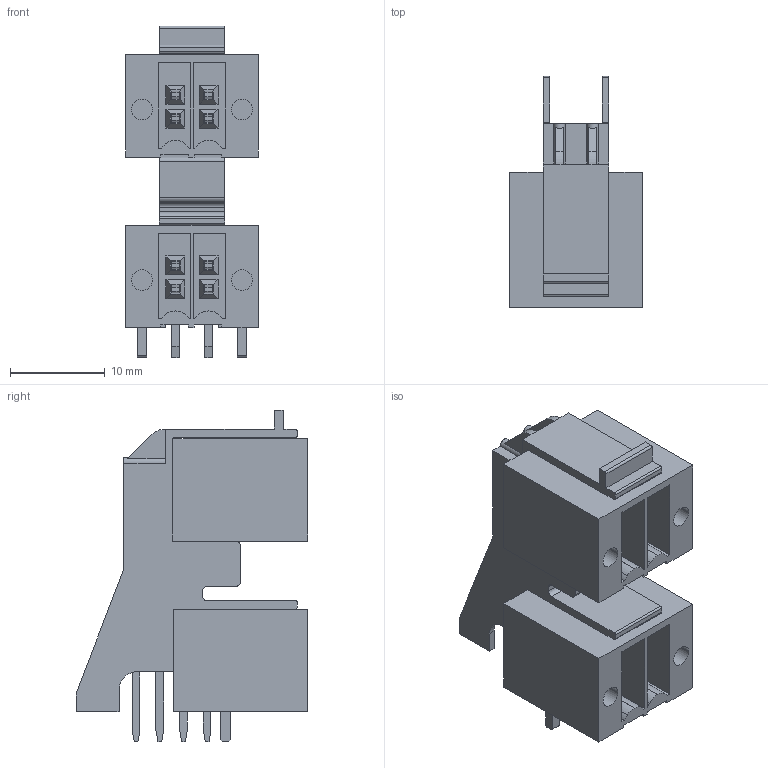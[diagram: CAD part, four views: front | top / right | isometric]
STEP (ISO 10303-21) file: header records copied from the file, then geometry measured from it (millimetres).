
FILE_DESCRIPTION(('CATIA V5 STEP Exchange','CAx-IF Rec.Pracs.--- Model Styling and Organization---1.2---2011-12-15'),'2;1');
FILE_NAME ('D1451384_0', '2018-09-18T11:31:28+00:00', ('none'), ('Weidmueller'), 'CATIA Version 5-6 Release 2014', 'CATIA V5 STEP AP214', 'none');
FILE_SCHEMA(('AUTOMOTIVE_DESIGN { 1 0 10303 214 1 1 1 1 }'));
Length unit declared in the file: millimetre
Products named in the file (1): 1357890000
Bounding box: 14 x 24.4 x 35 mm (x, y, z)
Volume: 4623.3 mm3; surface area: 5281 mm2
Topology: 11 solids, 11 shells, 351 faces, 931 edges, 616 vertices
Faces by surface type: plane 313, cylinder 38
Entity records: 10135 total; most frequent: ORIENTED_EDGE 1862, CARTESIAN_POINT 1846, DIRECTION 1385, EDGE_CURVE 931, VECTOR 813, LINE 813, VERTEX_POINT 616, EDGE_LOOP 381
